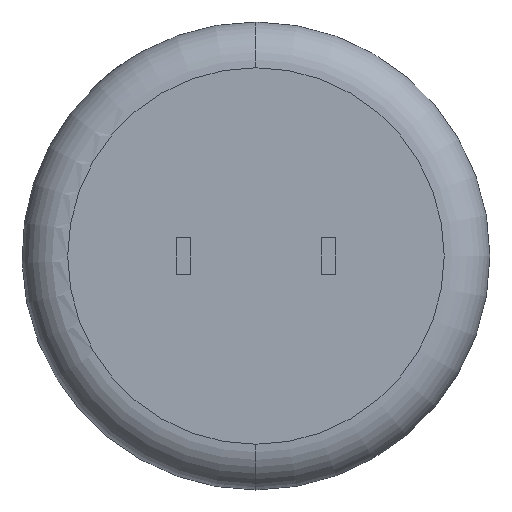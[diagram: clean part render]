
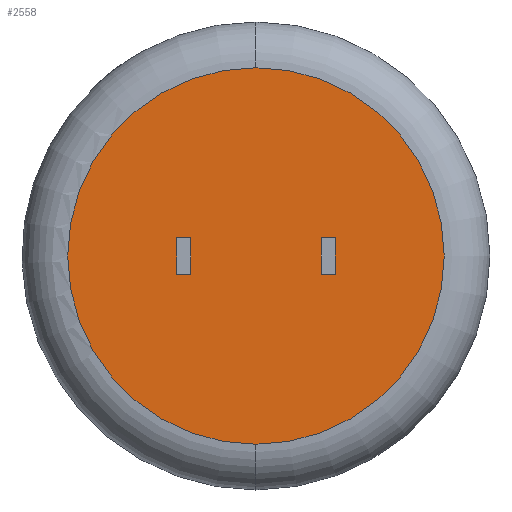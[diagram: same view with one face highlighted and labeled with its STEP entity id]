
A CAD part, front view. The second image highlights one B-rep face of the part: STEP entity #2558.
In plain terms, the highlighted planar face has unit normal (0, -1, 0).
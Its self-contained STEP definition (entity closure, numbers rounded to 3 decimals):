
#57 = VERTEX_POINT ( 'NONE', #1676 ) ;
#73 = LINE ( 'NONE', #2378, #539 ) ;
#173 = VECTOR ( 'NONE', #1529, 1000. ) ;
#209 = VERTEX_POINT ( 'NONE', #2643 ) ;
#227 = DIRECTION ( 'NONE',  ( 0., 0., -1. ) ) ;
#254 = AXIS2_PLACEMENT_3D ( 'NONE', #1962, #2147, #2157 ) ;
#263 = CARTESIAN_POINT ( 'NONE',  ( -2.8, 0., -0.65 ) ) ;
#325 = FACE_BOUND ( 'NONE', #2076, .T. ) ;
#384 = VERTEX_POINT ( 'NONE', #2023 ) ;
#386 = VECTOR ( 'NONE', #502, 1000. ) ;
#407 = EDGE_LOOP ( 'NONE', ( #1877, #1571 ) ) ;
#408 = AXIS2_PLACEMENT_3D ( 'NONE', #864, #2323, #1922 ) ;
#431 = VECTOR ( 'NONE', #1339, 1000. ) ;
#483 = CARTESIAN_POINT ( 'NONE',  ( -2.8, 0., -0.65 ) ) ;
#502 = DIRECTION ( 'NONE',  ( 1., 0., 0. ) ) ;
#539 = VECTOR ( 'NONE', #227, 1000. ) ;
#594 = EDGE_CURVE ( 'NONE', #1181, #929, #2543, .T. ) ;
#626 = ORIENTED_EDGE ( 'NONE', *, *, #594, .F. ) ;
#656 = VERTEX_POINT ( 'NONE', #2765 ) ;
#722 = VERTEX_POINT ( 'NONE', #1084 ) ;
#728 = EDGE_CURVE ( 'NONE', #209, #384, #2572, .T. ) ;
#772 = LINE ( 'NONE', #1871, #1765 ) ;
#781 = EDGE_CURVE ( 'NONE', #1036, #656, #2678, .T. ) ;
#829 = EDGE_CURVE ( 'NONE', #1720, #57, #73, .T. ) ;
#864 = CARTESIAN_POINT ( 'NONE',  ( 0., 0., 0. ) ) ;
#873 = CARTESIAN_POINT ( 'NONE',  ( -2.8, 0., 0.65 ) ) ;
#884 = CARTESIAN_POINT ( 'NONE',  ( 2.3, 0., -0.65 ) ) ;
#929 = VERTEX_POINT ( 'NONE', #1821 ) ;
#945 = PLANE ( 'NONE',  #408 ) ;
#957 = LINE ( 'NONE', #263, #386 ) ;
#982 = DIRECTION ( 'NONE',  ( 0., 0., -1. ) ) ;
#986 = ORIENTED_EDGE ( 'NONE', *, *, #781, .F. ) ;
#988 = LINE ( 'NONE', #1331, #2055 ) ;
#1016 = ORIENTED_EDGE ( 'NONE', *, *, #1907, .T. ) ;
#1036 = VERTEX_POINT ( 'NONE', #2226 ) ;
#1084 = CARTESIAN_POINT ( 'NONE',  ( -2.8, 0., 0.65 ) ) ;
#1102 = ORIENTED_EDGE ( 'NONE', *, *, #2263, .F. ) ;
#1119 = CARTESIAN_POINT ( 'NONE',  ( 2.8, 0., 0.65 ) ) ;
#1126 = DIRECTION ( 'NONE',  ( 0., 0., 1. ) ) ;
#1133 = CARTESIAN_POINT ( 'NONE',  ( 2.3, 0., 0.65 ) ) ;
#1181 = VERTEX_POINT ( 'NONE', #1119 ) ;
#1204 = DIRECTION ( 'NONE',  ( 0., -1., 0. ) ) ;
#1207 = LINE ( 'NONE', #2257, #2209 ) ;
#1210 = CARTESIAN_POINT ( 'NONE',  ( 0., 0., 0. ) ) ;
#1217 = ORIENTED_EDGE ( 'NONE', *, *, #1591, .F. ) ;
#1272 = VERTEX_POINT ( 'NONE', #483 ) ;
#1331 = CARTESIAN_POINT ( 'NONE',  ( 2.8, 0., 0. ) ) ;
#1339 = DIRECTION ( 'NONE',  ( -1., 0., 0. ) ) ;
#1350 = EDGE_CURVE ( 'NONE', #1272, #722, #772, .T. ) ;
#1401 = CARTESIAN_POINT ( 'NONE',  ( -2.3, 0., 0.65 ) ) ;
#1406 = ORIENTED_EDGE ( 'NONE', *, *, #1350, .T. ) ;
#1529 = DIRECTION ( 'NONE',  ( 1., 0., 0. ) ) ;
#1571 = ORIENTED_EDGE ( 'NONE', *, *, #2361, .T. ) ;
#1591 = EDGE_CURVE ( 'NONE', #656, #1181, #988, .T. ) ;
#1662 = DIRECTION ( 'NONE',  ( 0., 0., 1. ) ) ;
#1676 = CARTESIAN_POINT ( 'NONE',  ( -2.3, 0., -0.65 ) ) ;
#1720 = VERTEX_POINT ( 'NONE', #1401 ) ;
#1765 = VECTOR ( 'NONE', #2317, 1000. ) ;
#1821 = CARTESIAN_POINT ( 'NONE',  ( 2.3, 0., 0.65 ) ) ;
#1871 = CARTESIAN_POINT ( 'NONE',  ( -2.8, 0., 0. ) ) ;
#1877 = ORIENTED_EDGE ( 'NONE', *, *, #728, .T. ) ;
#1893 = EDGE_LOOP ( 'NONE', ( #1406, #1016, #2024, #1961 ) ) ;
#1907 = EDGE_CURVE ( 'NONE', #722, #1720, #2019, .T. ) ;
#1922 = DIRECTION ( 'NONE',  ( 0., 0., 1. ) ) ;
#1942 = DIRECTION ( 'NONE',  ( 1., 0., 0. ) ) ;
#1961 = ORIENTED_EDGE ( 'NONE', *, *, #2461, .F. ) ;
#1962 = CARTESIAN_POINT ( 'NONE',  ( 0., 0., 0. ) ) ;
#2019 = LINE ( 'NONE', #873, #2379 ) ;
#2023 = CARTESIAN_POINT ( 'NONE',  ( 0., 0., -6.638 ) ) ;
#2024 = ORIENTED_EDGE ( 'NONE', *, *, #829, .T. ) ;
#2055 = VECTOR ( 'NONE', #1126, 1000. ) ;
#2076 = EDGE_LOOP ( 'NONE', ( #1102, #626, #1217, #986 ) ) ;
#2147 = DIRECTION ( 'NONE',  ( 0., -1., 0. ) ) ;
#2157 = DIRECTION ( 'NONE',  ( 0., 0., 1. ) ) ;
#2209 = VECTOR ( 'NONE', #982, 1000. ) ;
#2225 = FACE_BOUND ( 'NONE', #1893, .T. ) ;
#2226 = CARTESIAN_POINT ( 'NONE',  ( 2.3, 0., -0.65 ) ) ;
#2257 = CARTESIAN_POINT ( 'NONE',  ( 2.3, 0., -0.65 ) ) ;
#2263 = EDGE_CURVE ( 'NONE', #929, #1036, #1207, .T. ) ;
#2317 = DIRECTION ( 'NONE',  ( 0., 0., 1. ) ) ;
#2323 = DIRECTION ( 'NONE',  ( 0., 1., 0. ) ) ;
#2352 = CIRCLE ( 'NONE', #2539, 6.638 ) ;
#2361 = EDGE_CURVE ( 'NONE', #384, #209, #2352, .T. ) ;
#2378 = CARTESIAN_POINT ( 'NONE',  ( -2.3, 0., 0.65 ) ) ;
#2379 = VECTOR ( 'NONE', #1942, 1000. ) ;
#2461 = EDGE_CURVE ( 'NONE', #1272, #57, #957, .T. ) ;
#2539 = AXIS2_PLACEMENT_3D ( 'NONE', #1210, #1204, #1662 ) ;
#2543 = LINE ( 'NONE', #1133, #431 ) ;
#2558 = ADVANCED_FACE ( 'NONE', ( #2664, #2225, #325 ), #945, .F. ) ;
#2572 = CIRCLE ( 'NONE', #254, 6.638 ) ;
#2643 = CARTESIAN_POINT ( 'NONE',  ( 0., 0., 6.638 ) ) ;
#2664 = FACE_OUTER_BOUND ( 'NONE', #407, .T. ) ;
#2678 = LINE ( 'NONE', #884, #173 ) ;
#2765 = CARTESIAN_POINT ( 'NONE',  ( 2.8, 0., -0.65 ) ) ;
